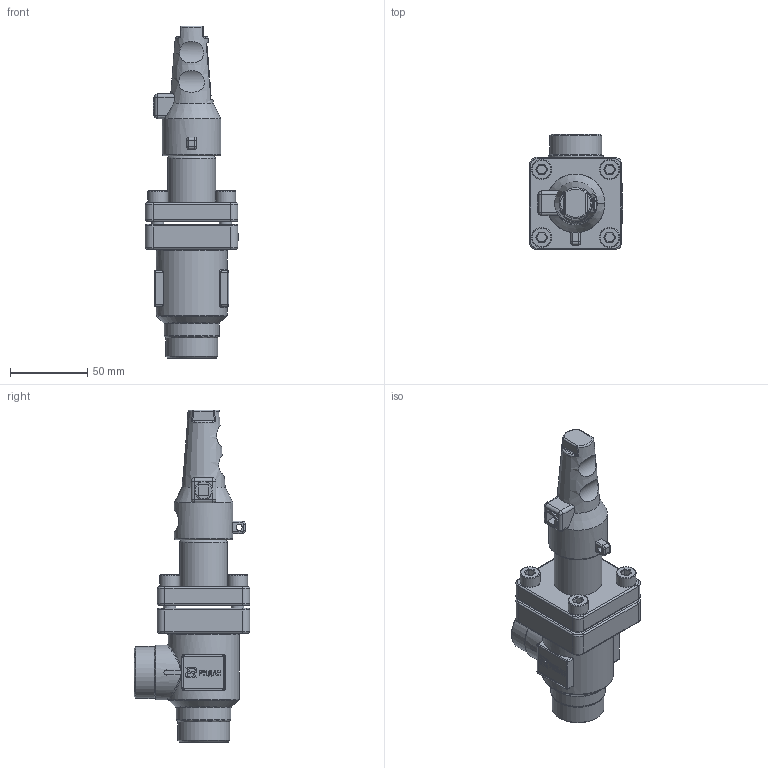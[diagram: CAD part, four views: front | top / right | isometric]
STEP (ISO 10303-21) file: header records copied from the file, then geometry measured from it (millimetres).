
FILE_DESCRIPTION(('TFLEX Exchange Step'),'2;1');
FILE_NAME('148B4025R.stp', '2024-09-09T11:57:57+03:00',('RUCO3378'),('Unknown organisation'),'TFLEX Exchange 2024.4','T-FLEX CAD','Unknown authorisation');
FILE_SCHEMA( ('AP203_CONFIGURATION_CONTROLLED_3D_DESIGN_OF_MECHANICAL_PARTS_AND_ASSEMBLIES_MIM_LF') );
Length unit declared in the file: millimetre
Products named in the file (1): Body_Ang_25
Bounding box: 60.5 x 75 x 215 mm (x, y, z)
Volume: 222655.7 mm3; surface area: 60473.8 mm2
Topology: 2 solids, 2 shells, 1051 faces, 2779 edges, 1798 vertices
Faces by surface type: plane 467, bspline 358, cylinder 138, torus 60, cone 20, sphere 8
Full cylindrical faces by diameter (mm): 4 x1, 8 x8, 12 x1, 13 x4, 18 x1, 24.5 x2, 28 x2, 31 x1, 33.7 x2, 35.5 x2, 38 x1, 46 x1
Entity records: 42151 total; most frequent: CARTESIAN_POINT 18429, ORIENTED_EDGE 5538, DIRECTION 3743, EDGE_CURVE 2769, VERTEX_POINT 1798, VECTOR 1559, LINE 1559, EDGE_LOOP 1139
